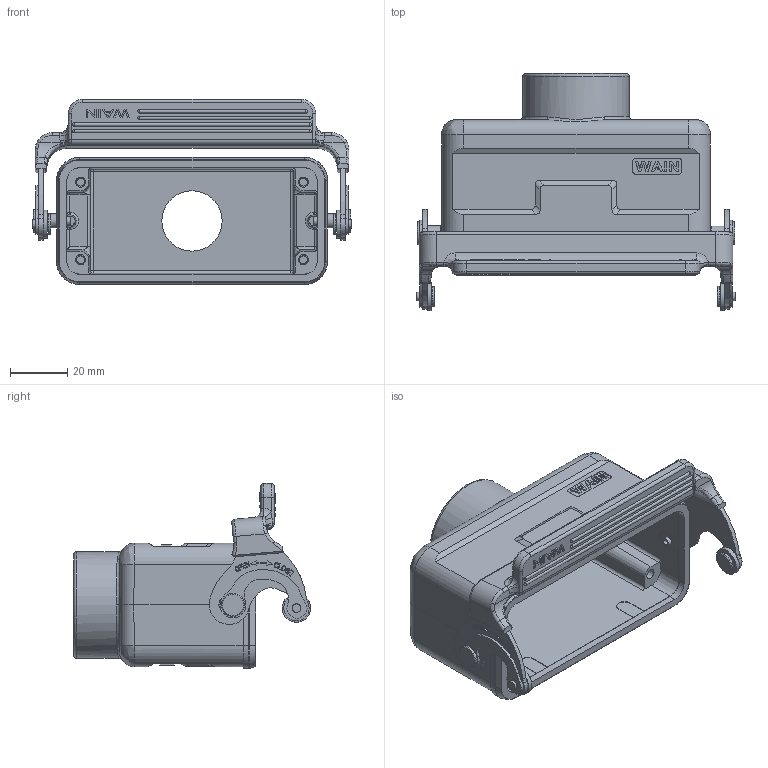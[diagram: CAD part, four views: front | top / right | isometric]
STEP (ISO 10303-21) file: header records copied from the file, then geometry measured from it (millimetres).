
FILE_DESCRIPTION(/* description */ (''),/* implementation_level */ '2;1');
FILE_NAME(/* name */ '3D_1241167211001_WV16B-CCT-1L_SC-M25_V1.0_stp.stp',/* time_stamp */ '2023-12-08T12:56:45+08:00',/* author */ (''),/* organization */ (''),/* preprocessor_version */ 'ST-DEVELOPER v18.1',/* originating_system */ 'SIEMENS PLM Software NX 1980',/* authorisation */ '');
FILE_SCHEMA (('AP203_CONFIGURATION_CONTROLLED_3D_DESIGN_OF_MECHANICAL_PARTS_AND_ASSEMBLIES_MIM_LF { 1 0 10303 403 2 1 2}'));
Length unit declared in the file: millimetre
Products named in the file (1): 3D_1241167211001_WV16B-CCT-1L_SC-M25_V1.0_stp
Bounding box: 110.7 x 82.47 x 64.43 mm (x, y, z)
Volume: 75763.1 mm3; surface area: 44549.4 mm2
Topology: 1 solids, 18 shells, 1229 faces, 3200 edges, 2069 vertices
Faces by surface type: plane 597, cylinder 462, bspline 45, extrusion 37, torus 34, cone 29, sphere 25
Full cylindrical faces by diameter (mm): 1.9 x2, 2.72 x4, 2.95 x6, 3 x2, 3.5 x4, 4.8 x2, 4.9 x2, 5 x4, 7 x2, 8 x2, 9.8 x2, 21 x1, 23.5 x1, 37 x1
Entity records: 42997 total; most frequent: CARTESIAN_POINT 10226, ORIENTED_EDGE 6184, DIRECTION 6156, EDGE_CURVE 3092, AXIS2_PLACEMENT_3D 2207, VERTEX_POINT 2038, VECTOR 1742, LINE 1705
